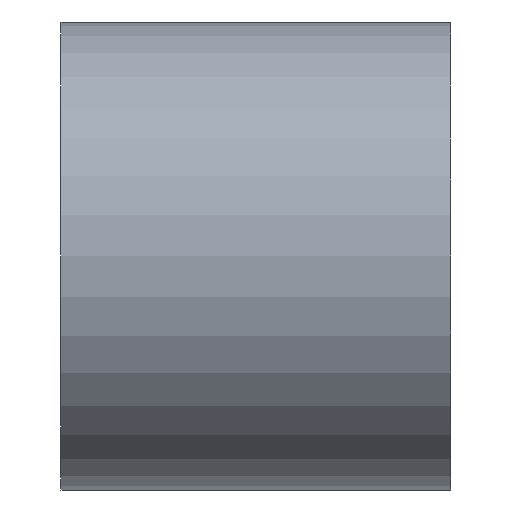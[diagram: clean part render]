
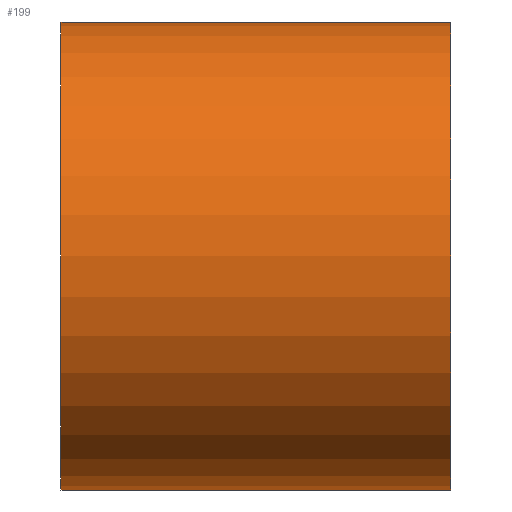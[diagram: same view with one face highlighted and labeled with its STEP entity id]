
A CAD part, left-side view. The second image highlights one B-rep face of the part: STEP entity #199.
In plain terms, the highlighted cylindrical face has radius 3 mm (diameter 6 mm), a partial arc.
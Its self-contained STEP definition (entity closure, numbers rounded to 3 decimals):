
#18 = DIRECTION ( 'NONE',  ( 0., 1., 0. ) ) ;
#35 = CARTESIAN_POINT ( 'NONE',  ( 0., 5., -3. ) ) ;
#104 = CIRCLE ( 'NONE', #211, 3. ) ;
#145 = CARTESIAN_POINT ( 'NONE',  ( 0., 5., 0. ) ) ;
#147 = ORIENTED_EDGE ( 'NONE', *, *, #259, .T. ) ;
#165 = DIRECTION ( 'NONE',  ( 0., -1., 0. ) ) ;
#199 = ADVANCED_FACE ( 'NONE', ( #1143 ), #560, .T. ) ;
#202 = VERTEX_POINT ( 'NONE', #241 ) ;
#203 = DIRECTION ( 'NONE',  ( 0., -1., 0. ) ) ;
#211 = AXIS2_PLACEMENT_3D ( 'NONE', #330, #18, #996 ) ;
#241 = CARTESIAN_POINT ( 'NONE',  ( 0., 0., 3. ) ) ;
#245 = VERTEX_POINT ( 'NONE', #35 ) ;
#259 = EDGE_CURVE ( 'NONE', #245, #321, #524, .T. ) ;
#260 = ORIENTED_EDGE ( 'NONE', *, *, #611, .F. ) ;
#280 = DIRECTION ( 'NONE',  ( 0., 0., -1. ) ) ;
#321 = VERTEX_POINT ( 'NONE', #978 ) ;
#330 = CARTESIAN_POINT ( 'NONE',  ( 0., 5., 0. ) ) ;
#337 = AXIS2_PLACEMENT_3D ( 'NONE', #910, #1108, #644 ) ;
#369 = VECTOR ( 'NONE', #203, 1000. ) ;
#407 = LINE ( 'NONE', #870, #369 ) ;
#440 = ORIENTED_EDGE ( 'NONE', *, *, #1086, .T. ) ;
#524 = LINE ( 'NONE', #901, #922 ) ;
#537 = DIRECTION ( 'NONE',  ( 0., -1., 0. ) ) ;
#560 = CYLINDRICAL_SURFACE ( 'NONE', #734, 3. ) ;
#579 = CARTESIAN_POINT ( 'NONE',  ( 0., 5., 3. ) ) ;
#611 = EDGE_CURVE ( 'NONE', #904, #202, #407, .T. ) ;
#644 = DIRECTION ( 'NONE',  ( 0., 0., 1. ) ) ;
#734 = AXIS2_PLACEMENT_3D ( 'NONE', #145, #165, #280 ) ;
#792 = ORIENTED_EDGE ( 'NONE', *, *, #1019, .F. ) ;
#870 = CARTESIAN_POINT ( 'NONE',  ( 0., 5., 3. ) ) ;
#872 = CIRCLE ( 'NONE', #337, 3. ) ;
#901 = CARTESIAN_POINT ( 'NONE',  ( 0., 5., -3. ) ) ;
#904 = VERTEX_POINT ( 'NONE', #579 ) ;
#910 = CARTESIAN_POINT ( 'NONE',  ( 0., 0., 0. ) ) ;
#922 = VECTOR ( 'NONE', #537, 1000. ) ;
#978 = CARTESIAN_POINT ( 'NONE',  ( 0., 0., -3. ) ) ;
#996 = DIRECTION ( 'NONE',  ( 0., 0., 1. ) ) ;
#1003 = EDGE_LOOP ( 'NONE', ( #260, #792, #147, #440 ) ) ;
#1019 = EDGE_CURVE ( 'NONE', #245, #904, #104, .T. ) ;
#1086 = EDGE_CURVE ( 'NONE', #321, #202, #872, .T. ) ;
#1108 = DIRECTION ( 'NONE',  ( 0., 1., 0. ) ) ;
#1143 = FACE_OUTER_BOUND ( 'NONE', #1003, .T. ) ;
